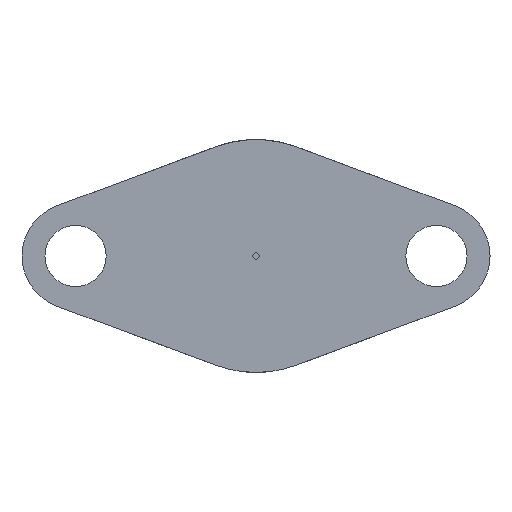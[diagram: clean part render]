
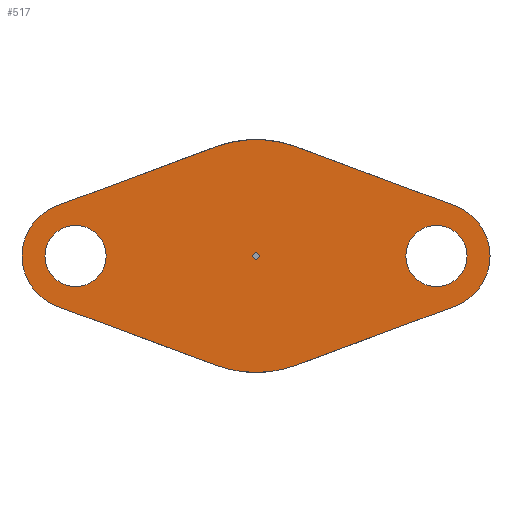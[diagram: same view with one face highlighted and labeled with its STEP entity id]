
A CAD part, left-side view. The second image highlights one B-rep face of the part: STEP entity #517.
In plain terms, the highlighted planar face has unit normal (-1, 0, 0).
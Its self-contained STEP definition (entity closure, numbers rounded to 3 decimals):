
#35=FACE_BOUND('',#157,.T.);
#36=FACE_BOUND('',#158,.T.);
#37=FACE_BOUND('',#159,.T.);
#52=LINE('',#1006,#80);
#55=LINE('',#1013,#83);
#57=LINE('',#1023,#85);
#60=LINE('',#1029,#88);
#80=VECTOR('',#633,10.);
#83=VECTOR('',#642,10.);
#85=VECTOR('',#654,10.);
#88=VECTOR('',#659,10.);
#107=PLANE('',#577);
#126=FACE_OUTER_BOUND('',#156,.T.);
#156=EDGE_LOOP('',(#436,#437,#438,#439,#440,#441,#442,#443,#444));
#157=EDGE_LOOP('',(#445));
#158=EDGE_LOOP('',(#446));
#159=EDGE_LOOP('',(#447));
#198=CIRCLE('',#546,38.05);
#201=CIRCLE('',#551,38.05);
#203=CIRCLE('',#553,38.05);
#204=CIRCLE('',#555,10.);
#205=CIRCLE('',#558,17.5);
#207=CIRCLE('',#563,10.);
#208=CIRCLE('',#568,17.5);
#210=CIRCLE('',#572,1.);
#227=VERTEX_POINT('',#739);
#230=VERTEX_POINT('',#763);
#236=VERTEX_POINT('',#785);
#237=VERTEX_POINT('',#787);
#241=VERTEX_POINT('',#832);
#249=VERTEX_POINT('',#1001);
#250=VERTEX_POINT('',#1005);
#251=VERTEX_POINT('',#1009);
#253=VERTEX_POINT('',#1018);
#254=VERTEX_POINT('',#1022);
#256=VERTEX_POINT('',#1028);
#258=VERTEX_POINT('',#1039);
#283=EDGE_CURVE('',#227,#230,#198,.T.);
#290=EDGE_CURVE('',#237,#236,#201,.T.);
#296=EDGE_CURVE('',#241,#237,#203,.T.);
#307=EDGE_CURVE('',#249,#249,#204,.T.);
#308=EDGE_CURVE('',#236,#250,#52,.T.);
#310=EDGE_CURVE('',#250,#251,#205,.T.);
#312=EDGE_CURVE('',#227,#251,#55,.T.);
#316=EDGE_CURVE('',#253,#253,#207,.T.);
#317=EDGE_CURVE('',#254,#241,#57,.T.);
#320=EDGE_CURVE('',#256,#230,#60,.T.);
#324=EDGE_CURVE('',#256,#254,#208,.T.);
#326=EDGE_CURVE('',#258,#258,#210,.T.);
#436=ORIENTED_EDGE('',*,*,#296,.T.);
#437=ORIENTED_EDGE('',*,*,#290,.T.);
#438=ORIENTED_EDGE('',*,*,#308,.T.);
#439=ORIENTED_EDGE('',*,*,#310,.T.);
#440=ORIENTED_EDGE('',*,*,#312,.F.);
#441=ORIENTED_EDGE('',*,*,#283,.T.);
#442=ORIENTED_EDGE('',*,*,#320,.F.);
#443=ORIENTED_EDGE('',*,*,#324,.T.);
#444=ORIENTED_EDGE('',*,*,#317,.T.);
#445=ORIENTED_EDGE('',*,*,#307,.T.);
#446=ORIENTED_EDGE('',*,*,#316,.T.);
#447=ORIENTED_EDGE('',*,*,#326,.T.);
#517=ADVANCED_FACE('',(#126,#35,#36,#37),#107,.T.);
#546=AXIS2_PLACEMENT_3D('',#765,#606,#607);
#551=AXIS2_PLACEMENT_3D('',#788,#617,#618);
#553=AXIS2_PLACEMENT_3D('',#833,#623,#624);
#555=AXIS2_PLACEMENT_3D('',#1003,#629,#630);
#558=AXIS2_PLACEMENT_3D('',#1010,#637,#638);
#563=AXIS2_PLACEMENT_3D('',#1020,#650,#651);
#568=AXIS2_PLACEMENT_3D('',#1035,#666,#667);
#572=AXIS2_PLACEMENT_3D('',#1040,#674,#675);
#577=AXIS2_PLACEMENT_3D('',#1048,#685,#686);
#606=DIRECTION('center_axis',(-1.,0.,0.));
#607=DIRECTION('ref_axis',(0.,-1.,0.));
#617=DIRECTION('center_axis',(-1.,0.,0.));
#618=DIRECTION('ref_axis',(0.,-1.,0.));
#623=DIRECTION('center_axis',(-1.,0.,0.));
#624=DIRECTION('ref_axis',(0.,-1.,0.));
#629=DIRECTION('center_axis',(1.,0.,0.));
#630=DIRECTION('ref_axis',(0.,-1.,0.));
#633=DIRECTION('',(0.,-0.937,0.348));
#637=DIRECTION('center_axis',(-1.,0.,0.));
#638=DIRECTION('ref_axis',(0.,-1.,0.));
#642=DIRECTION('',(0.,-0.937,-0.348));
#650=DIRECTION('center_axis',(1.,0.,0.));
#651=DIRECTION('ref_axis',(0.,-1.,0.));
#654=DIRECTION('',(0.,-0.937,-0.348));
#659=DIRECTION('',(0.,-0.937,0.348));
#666=DIRECTION('center_axis',(-1.,0.,0.));
#667=DIRECTION('ref_axis',(0.,-1.,0.));
#674=DIRECTION('center_axis',(1.,0.,0.));
#675=DIRECTION('ref_axis',(0.,-1.,0.));
#685=DIRECTION('center_axis',(-1.,0.,0.));
#686=DIRECTION('ref_axis',(0.,-1.,0.));
#739=CARTESIAN_POINT('',(118.,-13.253,35.667));
#763=CARTESIAN_POINT('',(118.,13.253,35.667));
#765=CARTESIAN_POINT('Origin',(118.,0.,0.));
#785=CARTESIAN_POINT('',(118.,-13.253,-35.667));
#787=CARTESIAN_POINT('',(118.,0.,-38.05));
#788=CARTESIAN_POINT('Origin',(118.,0.,0.));
#832=CARTESIAN_POINT('',(118.,13.253,-35.667));
#833=CARTESIAN_POINT('Origin',(118.,0.,0.));
#1001=CARTESIAN_POINT('',(118.,-49.,0.));
#1003=CARTESIAN_POINT('Origin',(118.,-59.,0.));
#1005=CARTESIAN_POINT('',(118.,-65.095,-16.404));
#1006=CARTESIAN_POINT('',(118.,-13.253,-35.667));
#1009=CARTESIAN_POINT('',(118.,-65.095,16.404));
#1010=CARTESIAN_POINT('Origin',(118.,-59.,0.));
#1013=CARTESIAN_POINT('',(118.,-13.253,35.667));
#1018=CARTESIAN_POINT('',(118.,69.,0.));
#1020=CARTESIAN_POINT('Origin',(118.,59.,0.));
#1022=CARTESIAN_POINT('',(118.,65.095,-16.404));
#1023=CARTESIAN_POINT('',(118.,65.095,-16.404));
#1028=CARTESIAN_POINT('',(118.,65.095,16.404));
#1029=CARTESIAN_POINT('',(118.,65.095,16.404));
#1035=CARTESIAN_POINT('Origin',(118.,59.,0.));
#1039=CARTESIAN_POINT('',(118.,1.,0.));
#1040=CARTESIAN_POINT('Origin',(118.,0.,0.));
#1048=CARTESIAN_POINT('Origin',(118.,0.,0.));
